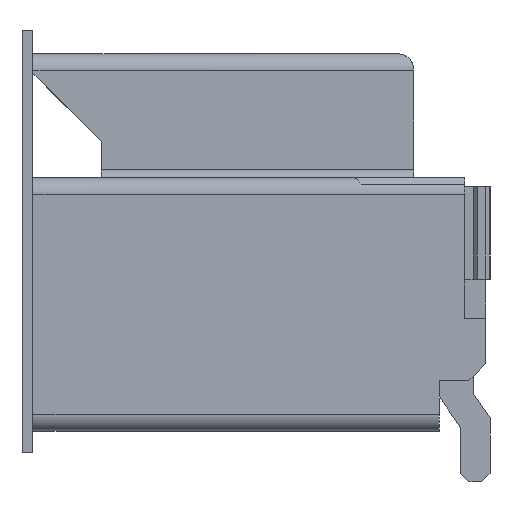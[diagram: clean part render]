
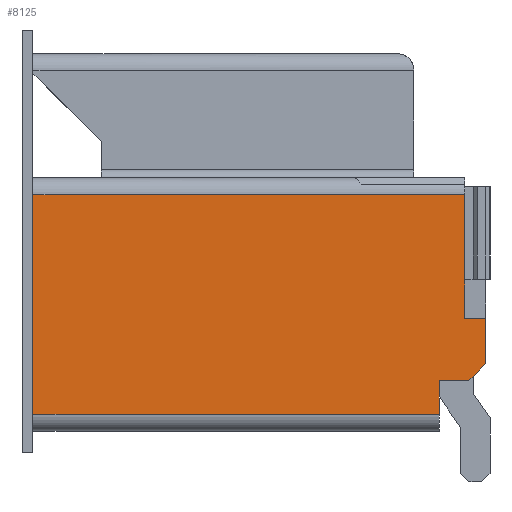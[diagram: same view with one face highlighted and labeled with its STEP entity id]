
A CAD part, left-side view. The second image highlights one B-rep face of the part: STEP entity #8125.
In plain terms, the highlighted planar face has unit normal (-1, 0, 0).
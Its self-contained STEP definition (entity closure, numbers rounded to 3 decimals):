
#881=DIRECTION('',(0.,0.,1.));
#882=VECTOR('',#881,0.54);
#883=CARTESIAN_POINT('',(-5.,-2.675,-0.71));
#884=LINE('',#883,#882);
#1832=DIRECTION('',(0.,0.,1.));
#1833=VECTOR('',#1832,2.6);
#1834=CARTESIAN_POINT('',(-5.,2.685,-1.31));
#1835=LINE('',#1834,#1833);
#2103=DIRECTION('',(0.,1.,0.));
#2104=VECTOR('',#2103,5.11);
#2105=CARTESIAN_POINT('',(-5.,-2.425,1.29));
#2106=LINE('',#2105,#2104);
#2255=DIRECTION('',(0.,0.,-1.));
#2256=VECTOR('',#2255,1.46);
#2257=CARTESIAN_POINT('',(-5.,-2.425,1.29));
#2258=LINE('',#2257,#2256);
#2259=DIRECTION('',(0.,1.,0.));
#2260=VECTOR('',#2259,0.25);
#2261=CARTESIAN_POINT('',(-5.,-2.675,-0.17));
#2262=LINE('',#2261,#2260);
#2263=DIRECTION('',(0.,0.707,-0.707));
#2264=VECTOR('',#2263,0.283);
#2265=CARTESIAN_POINT('',(-5.,-2.675,-0.71));
#2266=LINE('',#2265,#2264);
#2267=DIRECTION('',(0.,1.,0.));
#2268=VECTOR('',#2267,0.35);
#2269=CARTESIAN_POINT('',(-5.,-2.475,-0.91));
#2270=LINE('',#2269,#2268);
#2271=DIRECTION('',(0.,0.,1.));
#2272=VECTOR('',#2271,0.4);
#2273=CARTESIAN_POINT('',(-5.,-2.125,-1.31));
#2274=LINE('',#2273,#2272);
#2275=DIRECTION('',(0.,1.,0.));
#2276=VECTOR('',#2275,4.81);
#2277=CARTESIAN_POINT('',(-5.,-2.125,-1.31));
#2278=LINE('',#2277,#2276);
#4043=CARTESIAN_POINT('',(-5.,2.685,-1.31));
#4044=CARTESIAN_POINT('',(-5.,2.685,1.29));
#4045=VERTEX_POINT('',#4043);
#4046=VERTEX_POINT('',#4044);
#4241=CARTESIAN_POINT('',(-5.,-2.675,-0.71));
#4242=CARTESIAN_POINT('',(-5.,-2.475,-0.91));
#4243=VERTEX_POINT('',#4241);
#4244=VERTEX_POINT('',#4242);
#4245=CARTESIAN_POINT('',(-5.,-2.125,-0.91));
#4246=VERTEX_POINT('',#4245);
#4247=CARTESIAN_POINT('',(-5.,-2.125,-1.31));
#4248=VERTEX_POINT('',#4247);
#4281=CARTESIAN_POINT('',(-5.,-2.675,-0.17));
#4283=VERTEX_POINT('',#4281);
#4293=CARTESIAN_POINT('',(-5.,-2.425,1.29));
#4294=CARTESIAN_POINT('',(-5.,-2.425,-0.17));
#4295=VERTEX_POINT('',#4293);
#4296=VERTEX_POINT('',#4294);
#8106=CARTESIAN_POINT('',(-5.,-2.675,-1.31));
#8107=DIRECTION('',(-1.,0.,0.));
#8108=DIRECTION('',(0.,0.,1.));
#8109=AXIS2_PLACEMENT_3D('',#8106,#8107,#8108);
#8110=PLANE('',#8109);
#8111=ORIENTED_EDGE('',*,*,#6429,.T.);
#8113=ORIENTED_EDGE('',*,*,#8112,.F.);
#8114=ORIENTED_EDGE('',*,*,#6216,.F.);
#8116=ORIENTED_EDGE('',*,*,#8115,.T.);
#8118=ORIENTED_EDGE('',*,*,#8117,.T.);
#8119=ORIENTED_EDGE('',*,*,#5768,.F.);
#8120=ORIENTED_EDGE('',*,*,#8101,.T.);
#8121=ORIENTED_EDGE('',*,*,#7455,.T.);
#8122=ORIENTED_EDGE('',*,*,#7859,.F.);
#8123=EDGE_LOOP('',(#8111,#8113,#8114,#8116,#8118,#8119,#8120,#8121,#8122));
#8124=FACE_OUTER_BOUND('',#8123,.F.);
#8125=ADVANCED_FACE('',(#8124),#8110,.T.);
#5768=EDGE_CURVE('',#4248,#4246,#2274,.T.);
#6216=EDGE_CURVE('',#4243,#4283,#884,.T.);
#6429=EDGE_CURVE('',#4295,#4296,#2258,.T.);
#7455=EDGE_CURVE('',#4045,#4046,#1835,.T.);
#7859=EDGE_CURVE('',#4295,#4046,#2106,.T.);
#8101=EDGE_CURVE('',#4248,#4045,#2278,.T.);
#8112=EDGE_CURVE('',#4283,#4296,#2262,.T.);
#8115=EDGE_CURVE('',#4243,#4244,#2266,.T.);
#8117=EDGE_CURVE('',#4244,#4246,#2270,.T.);
